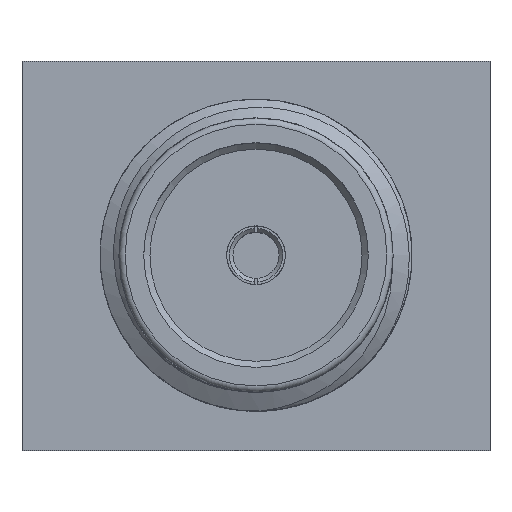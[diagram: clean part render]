
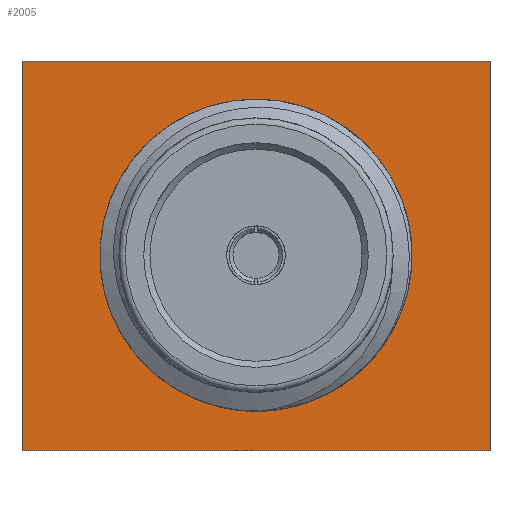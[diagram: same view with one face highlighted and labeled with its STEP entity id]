
A CAD part, top view. The second image highlights one B-rep face of the part: STEP entity #2005.
In plain terms, the highlighted planar face has unit normal (0, 0, 1).
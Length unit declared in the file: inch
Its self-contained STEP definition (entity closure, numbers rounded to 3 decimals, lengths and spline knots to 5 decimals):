
#50 = DIRECTION ( 'NONE',  ( 0., 1., 0. ) ) ;
#156 = VECTOR ( 'NONE', #50, 39.37008 ) ;
#209 = VERTEX_POINT ( 'NONE', #936 ) ;
#440 = ORIENTED_EDGE ( 'NONE', *, *, #2790, .T. ) ;
#447 = EDGE_CURVE ( 'NONE', #209, #3016, #1174, .T. ) ;
#453 = VERTEX_POINT ( 'NONE', #1096 ) ;
#457 = VECTOR ( 'NONE', #873, 39.37008 ) ;
#614 = LINE ( 'NONE', #2663, #2522 ) ;
#731 = VERTEX_POINT ( 'NONE', #2596 ) ;
#768 = CARTESIAN_POINT ( 'NONE',  ( 0., 0., 0. ) ) ;
#797 = FACE_BOUND ( 'NONE', #2725, .T. ) ;
#873 = DIRECTION ( 'NONE',  ( -1., 0., 0. ) ) ;
#885 = CARTESIAN_POINT ( 'NONE',  ( 0., 0., 0. ) ) ;
#909 = CARTESIAN_POINT ( 'NONE',  ( -0.1875, -0.156, 0. ) ) ;
#936 = CARTESIAN_POINT ( 'NONE',  ( -0.1875, -0.156, 0. ) ) ;
#1096 = CARTESIAN_POINT ( 'NONE',  ( -0.11489, 0., 0. ) ) ;
#1174 = LINE ( 'NONE', #909, #1259 ) ;
#1259 = VECTOR ( 'NONE', #1392, 39.37008 ) ;
#1287 = FACE_OUTER_BOUND ( 'NONE', #1702, .T. ) ;
#1292 = VERTEX_POINT ( 'NONE', #1607 ) ;
#1299 = ORIENTED_EDGE ( 'NONE', *, *, #3062, .T. ) ;
#1392 = DIRECTION ( 'NONE',  ( 1., 0., 0. ) ) ;
#1408 = ORIENTED_EDGE ( 'NONE', *, *, #2714, .T. ) ;
#1476 = ORIENTED_EDGE ( 'NONE', *, *, #2483, .T. ) ;
#1482 = AXIS2_PLACEMENT_3D ( 'NONE', #885, #2573, #3022 ) ;
#1559 = DIRECTION ( 'NONE',  ( -1., 0., 0. ) ) ;
#1607 = CARTESIAN_POINT ( 'NONE',  ( -0.1875, 0.156, 0. ) ) ;
#1702 = EDGE_LOOP ( 'NONE', ( #1299, #1408, #1476, #3093 ) ) ;
#1869 = AXIS2_PLACEMENT_3D ( 'NONE', #768, #2442, #1559 ) ;
#2005 = ADVANCED_FACE ( 'NONE', ( #797, #1287 ), #2987, .F. ) ;
#2037 = LINE ( 'NONE', #2874, #156 ) ;
#2058 = CARTESIAN_POINT ( 'NONE',  ( -0.1875, 0.156, 0. ) ) ;
#2179 = CIRCLE ( 'NONE', #1482, 0.11489 ) ;
#2211 = DIRECTION ( 'NONE',  ( 0., -1., 0. ) ) ;
#2442 = DIRECTION ( 'NONE',  ( 0., 0., -1. ) ) ;
#2483 = EDGE_CURVE ( 'NONE', #1292, #209, #614, .T. ) ;
#2519 = LINE ( 'NONE', #2058, #457 ) ;
#2522 = VECTOR ( 'NONE', #2211, 39.37008 ) ;
#2573 = DIRECTION ( 'NONE',  ( 0., 0., -1. ) ) ;
#2596 = CARTESIAN_POINT ( 'NONE',  ( 0.1875, 0.156, 0. ) ) ;
#2647 = CARTESIAN_POINT ( 'NONE',  ( 0.1875, -0.156, 0. ) ) ;
#2663 = CARTESIAN_POINT ( 'NONE',  ( -0.1875, -0.156, 0. ) ) ;
#2714 = EDGE_CURVE ( 'NONE', #731, #1292, #2519, .T. ) ;
#2725 = EDGE_LOOP ( 'NONE', ( #440 ) ) ;
#2790 = EDGE_CURVE ( 'NONE', #453, #453, #2179, .T. ) ;
#2874 = CARTESIAN_POINT ( 'NONE',  ( 0.1875, -0.156, 0. ) ) ;
#2987 = PLANE ( 'NONE',  #1869 ) ;
#3016 = VERTEX_POINT ( 'NONE', #2647 ) ;
#3022 = DIRECTION ( 'NONE',  ( -1., 0., 0. ) ) ;
#3062 = EDGE_CURVE ( 'NONE', #3016, #731, #2037, .T. ) ;
#3093 = ORIENTED_EDGE ( 'NONE', *, *, #447, .T. ) ;
